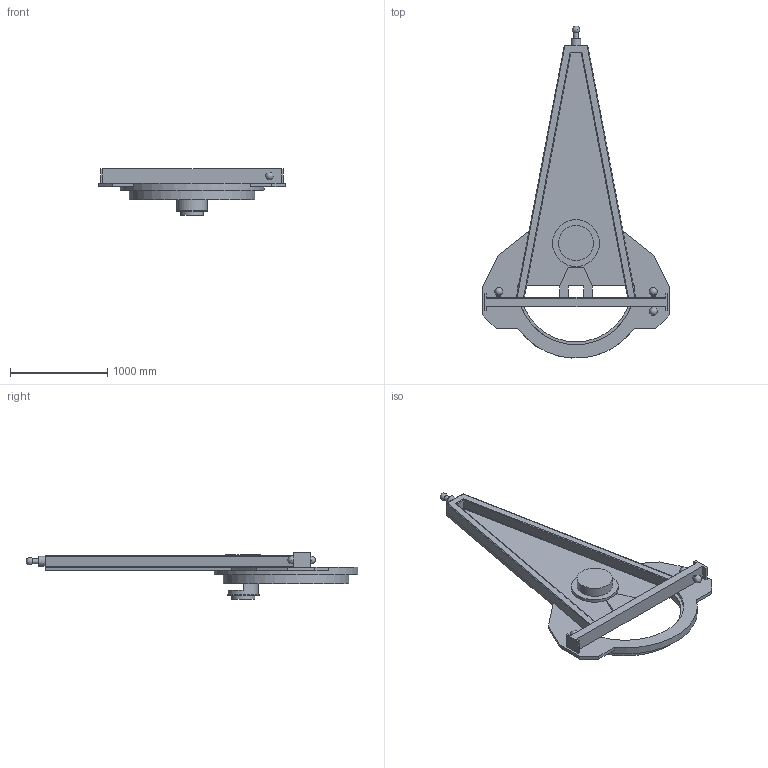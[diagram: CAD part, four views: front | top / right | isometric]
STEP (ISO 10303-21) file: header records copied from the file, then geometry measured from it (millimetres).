
FILE_DESCRIPTION(/* description */ ('','CAx-IF Rec.Pracs.---Representation and Presentation of Product Manufacturing Information (PMI)---4.0---2014-10-13'),/* implementation_level */ '2;1');
FILE_NAME(/* name */ 'Drawbar.step',/* time_stamp */ '2025-01-10T12:59:23-05:00',/* author */ (''),/* organization */ (''),/* preprocessor_version */ 'ST-DEVELOPER v20',/* originating_system */ 'Autodesk Translation Framework v13.20.0.188',/* authorisation */ '');
FILE_SCHEMA (('AP242_MANAGED_MODEL_BASED_3D_ENGINEERING_MIM_LF { 1 0 10303 442 1 1 4 }'));
Length unit declared in the file: millimetre
Products named in the file (1): Grundgestell_Halterungsrahmen_Schiebeschild
Bounding box: 1920 x 3405.23 x 477 mm (x, y, z)
Volume: 181444117.2 mm3; surface area: 11723192.2 mm2
Topology: 1 solids, 3 shells, 120 faces, 322 edges, 204 vertices
Faces by surface type: plane 73, cylinder 39, sphere 4, torus 4
Full cylindrical faces by diameter (mm): 40 x3, 50 x1, 100 x1, 235 x1, 270 x1, 308 x1, 326 x1, 360 x1, 480 x1, 1148 x1, 1205 x2, 1252 x1, 1257 x1, 1285 x1, 1480 x1
Entity records: 3749 total; most frequent: DIRECTION 649, CARTESIAN_POINT 642, ORIENTED_EDGE 628, EDGE_CURVE 314, LINE 219, VECTOR 219, AXIS2_PLACEMENT_3D 215, VERTEX_POINT 204
